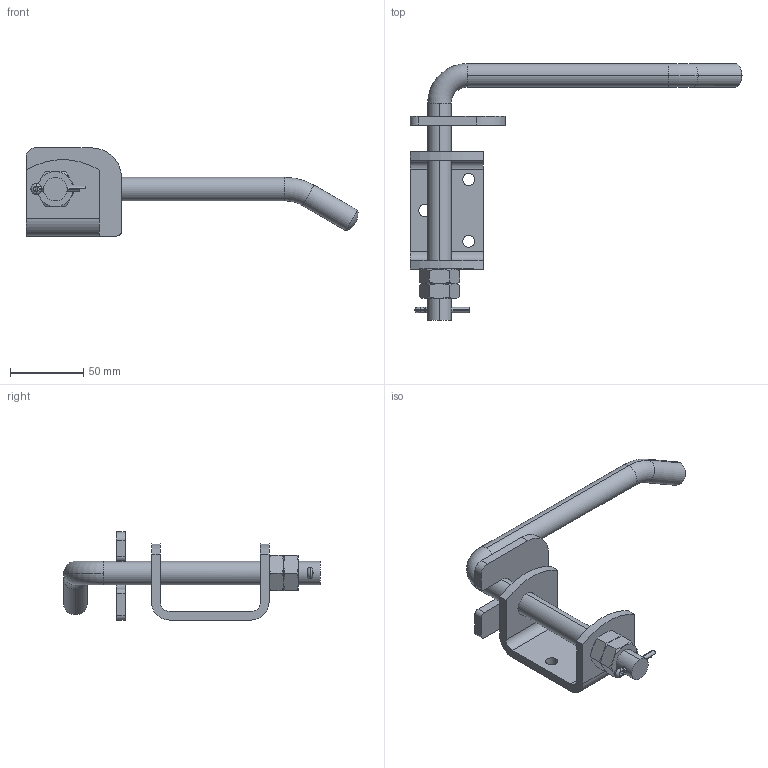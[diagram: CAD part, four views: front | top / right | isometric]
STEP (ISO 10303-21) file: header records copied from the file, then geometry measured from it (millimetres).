
FILE_DESCRIPTION (( 'STEP AP203' ), '1' );
FILE_NAME ('sone3D.STEP', '2014-09-25T11:12:05', ( '' ), ( '' ), 'SwSTEP 2.0', 'SolidWorks 2012', '' );
FILE_SCHEMA (( 'CONFIG_CONTROL_DESIGN' ));
Length unit declared in the file: millimetre
Products named in the file (6): sone3D; C-1864割りピン_; C-1864ハンドル受け_; 榋妏僫僢僩M16乮2庬乯_岞奐梡; C-1864-R本体_; C-1864ブラケット_
Assembly tree (6 placements, depth 2):
  sone3D
    C-1864-R本体_
    C-1864ブラケット_
    C-1864ハンドル受け_
    榋妏僫僢僩M16乮2庬乯_岞奐梡  x2
    C-1864割りピン_
Bounding box: 226.21 x 175 x 60 mm (x, y, z)
Volume: 143917.1 mm3; surface area: 50025.1 mm2
Topology: 6 solids, 6 shells, 131 faces, 314 edges, 195 vertices
Faces by surface type: cylinder 49, plane 42, cone 24, torus 14, sphere 2
Entity records: 4118 total; most frequent: CARTESIAN_POINT 811, DIRECTION 604, ORIENTED_EDGE 532, EDGE_CURVE 266, AXIS2_PLACEMENT_3D 248, VERTEX_POINT 167, CIRCLE 130, EDGE_LOOP 123
